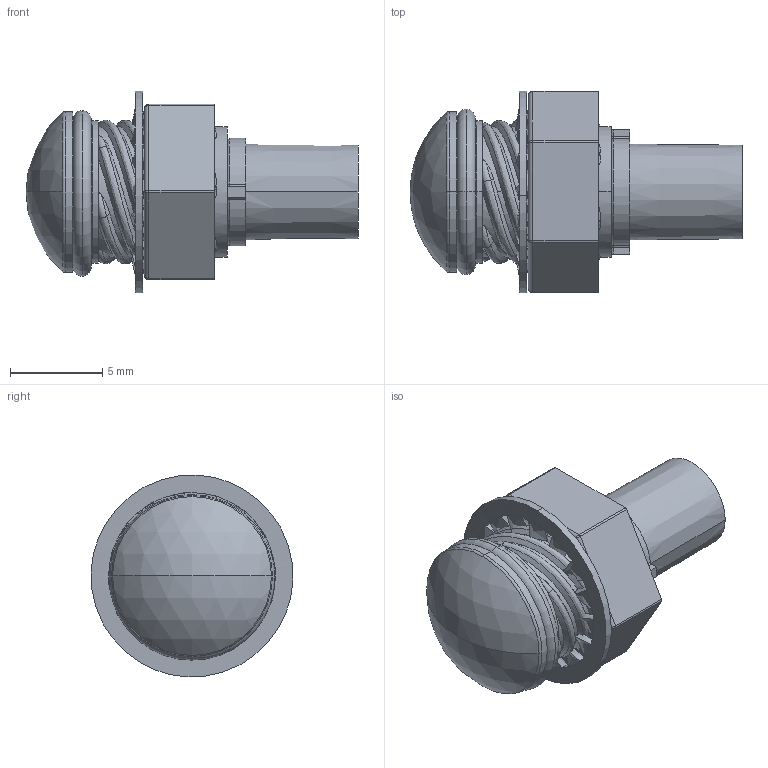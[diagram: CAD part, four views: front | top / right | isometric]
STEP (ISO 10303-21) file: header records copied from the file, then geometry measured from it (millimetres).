
FILE_DESCRIPTION (( 'STEP AP214' ), '1' );
FILE_NAME ('LCS_052_XXX_Series.STEP', '2019-07-02T00:06:42', ( 'user' ), ( 'Microsoft' ), 'SwSTEP 2.0', 'SolidWorks 2018', '' );
FILE_SCHEMA (( 'AUTOMOTIVE_DESIGN' ));
Length unit declared in the file: millimetre
Products named in the file (6): RTN 441; CLW 441_91757A109; CLS 442 BLK; 441 XXX_441 CTP; LCS_052_XXX_Series; LCV_XXX_Rev 001_LCV_056
Assembly tree (5 placements, depth 2):
  LCS_052_XXX_Series
    441 XXX_441 CTP
    CLS 442 BLK
    CLW 441_91757A109
    RTN 441
    LCV_XXX_Rev 001_LCV_056
Bounding box: 18.03 x 10.96 x 10.96 mm (x, y, z)
Volume: 672.6 mm3; surface area: 1343.1 mm2
Topology: 5 solids, 5 shells, 344 faces, 948 edges, 610 vertices
Faces by surface type: bspline 148, cylinder 64, cone 60, plane 44, torus 26, sphere 2
Entity records: 16324 total; most frequent: CARTESIAN_POINT 8562, ORIENTED_EDGE 1880, DIRECTION 1142, EDGE_CURVE 940, VERTEX_POINT 610, AXIS2_PLACEMENT_3D 408, EDGE_LOOP 354, FACE_OUTER_BOUND 344
